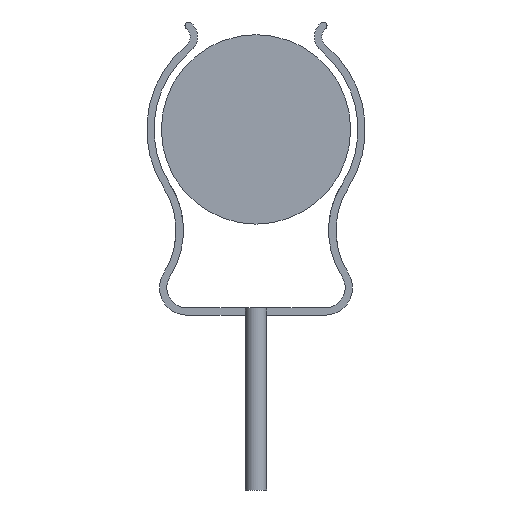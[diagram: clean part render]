
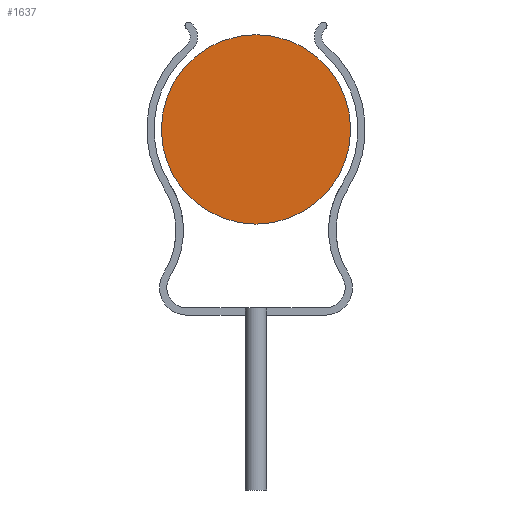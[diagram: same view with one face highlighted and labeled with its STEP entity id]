
A CAD part, left-side view. The second image highlights one B-rep face of the part: STEP entity #1637.
In plain terms, the highlighted planar face has unit normal (-1, 0, 0).
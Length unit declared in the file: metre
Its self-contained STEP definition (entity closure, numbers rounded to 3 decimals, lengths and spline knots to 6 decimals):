
#223=PLANE('',#1804);
#262=ORIENTED_EDGE('',*,*,#764,.F.);
#764=EDGE_CURVE('',#1018,#1018,#1192,.T.);
#1018=VERTEX_POINT('',#2671);
#1192=CIRCLE('',#1802,0.0026);
#1348=EDGE_LOOP('',(#262));
#1460=FACE_BOUND('',#1348,.T.);
#1637=ADVANCED_FACE('',(#1460),#223,.F.);
#1802=AXIS2_PLACEMENT_3D('',#2670,#2070,#2071);
#1804=AXIS2_PLACEMENT_3D('',#2674,#2074,#2075);
#2070=DIRECTION('',(1.,0.,0.));
#2071=DIRECTION('',(0.,0.,-1.));
#2074=DIRECTION('',(1.,0.,0.));
#2075=DIRECTION('',(0.,1.,0.));
#2670=CARTESIAN_POINT('',(0.,0.,0.005));
#2671=CARTESIAN_POINT('',(0.,0.,0.0024));
#2674=CARTESIAN_POINT('',(0.,0.,0.005));
